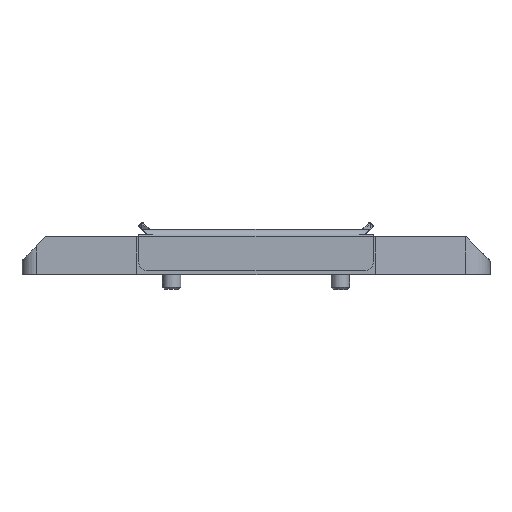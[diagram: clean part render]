
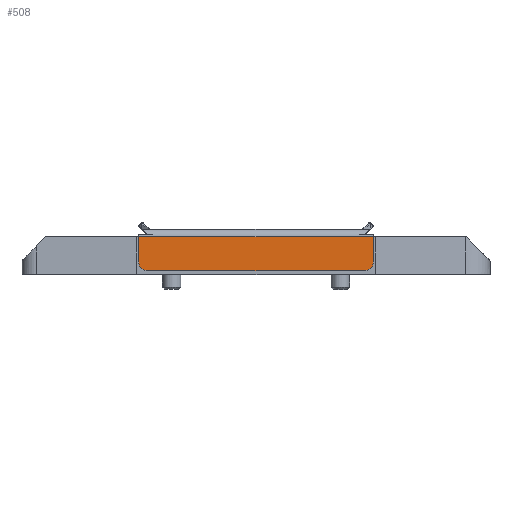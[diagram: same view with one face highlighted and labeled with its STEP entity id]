
A CAD part, top view. The second image highlights one B-rep face of the part: STEP entity #508.
In plain terms, the highlighted planar face has unit normal (0, 0, 1).
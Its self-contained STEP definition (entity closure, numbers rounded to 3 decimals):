
#508=ADVANCED_FACE('',(#1351),#1352,.T.);
#1351=FACE_OUTER_BOUND('',#2234,.T.);
#1352=PLANE('',#2235);
#2234=EDGE_LOOP('',(#5580,#5581,#5582,#5583,#5584,#5585));
#2235=AXIS2_PLACEMENT_3D('',#5586,#5587,#5588);
#5580=ORIENTED_EDGE('',*,*,#7066,.T.);
#5581=ORIENTED_EDGE('',*,*,#7067,.T.);
#5582=ORIENTED_EDGE('',*,*,#7068,.T.);
#5583=ORIENTED_EDGE('',*,*,#7069,.T.);
#5584=ORIENTED_EDGE('',*,*,#7003,.T.);
#5585=ORIENTED_EDGE('',*,*,#7070,.T.);
#5586=CARTESIAN_POINT('',(0.,1.025,8.5));
#5587=DIRECTION('',(0.,0.,1.0));
#5588=DIRECTION('',(0.,1.0,0.0));
#7003=EDGE_CURVE('',#8911,#8909,#8912,.T.);
#7066=EDGE_CURVE('',#9012,#9013,#9014,.T.);
#7067=EDGE_CURVE('',#9013,#9015,#9016,.T.);
#7068=EDGE_CURVE('',#9015,#9017,#9018,.T.);
#7069=EDGE_CURVE('',#9017,#8911,#9019,.T.);
#7070=EDGE_CURVE('',#8909,#9012,#9020,.T.);
#8909=VERTEX_POINT('',#11840);
#8911=VERTEX_POINT('',#11842);
#8912=LINE('',#11843,#11844);
#9012=VERTEX_POINT('',#12033);
#9013=VERTEX_POINT('',#12034);
#9014=LINE('',#12035,#12036);
#9015=VERTEX_POINT('',#12037);
#9016=CIRCLE('',#12038,0.5);
#9017=VERTEX_POINT('',#12039);
#9018=LINE('',#12040,#12041);
#9019=CIRCLE('',#12042,0.5);
#9020=LINE('',#12043,#12044);
#11840=CARTESIAN_POINT('',(-4.5,2.05,8.5));
#11842=CARTESIAN_POINT('',(-4.5,0.7,8.5));
#11843=CARTESIAN_POINT('',(-4.5,1.225,8.5));
#11844=VECTOR('',#13836,1.0);
#12033=CARTESIAN_POINT('',(-17.3,2.05,8.5));
#12034=CARTESIAN_POINT('',(-17.3,0.7,8.5));
#12035=CARTESIAN_POINT('',(-17.3,1.225,8.5));
#12036=VECTOR('',#13930,1.0);
#12037=CARTESIAN_POINT('',(-16.8,0.2,8.5));
#12038=AXIS2_PLACEMENT_3D('',#13931,#13932,#13933);
#12039=CARTESIAN_POINT('',(-5.,0.2,8.5));
#12040=CARTESIAN_POINT('',(-6.925,0.2,8.5));
#12041=VECTOR('',#13934,1.0);
#12042=AXIS2_PLACEMENT_3D('',#13935,#13936,#13937);
#12043=CARTESIAN_POINT('',(0.,2.05,8.5));
#12044=VECTOR('',#13938,1.0);
#13836=DIRECTION('',(-0.0,1.0,0.));
#13930=DIRECTION('',(-0.0,-1.0,0.));
#13931=CARTESIAN_POINT('',(-16.8,0.7,8.5));
#13932=DIRECTION('',(0.,0.,1.0));
#13933=DIRECTION('',(1.0,0.,0.));
#13934=DIRECTION('',(1.0,0.,0.));
#13935=CARTESIAN_POINT('',(-5.,0.7,8.5));
#13936=DIRECTION('',(0.,0.,1.0));
#13937=DIRECTION('',(1.0,0.,0.));
#13938=DIRECTION('',(-1.0,0.,0.));
